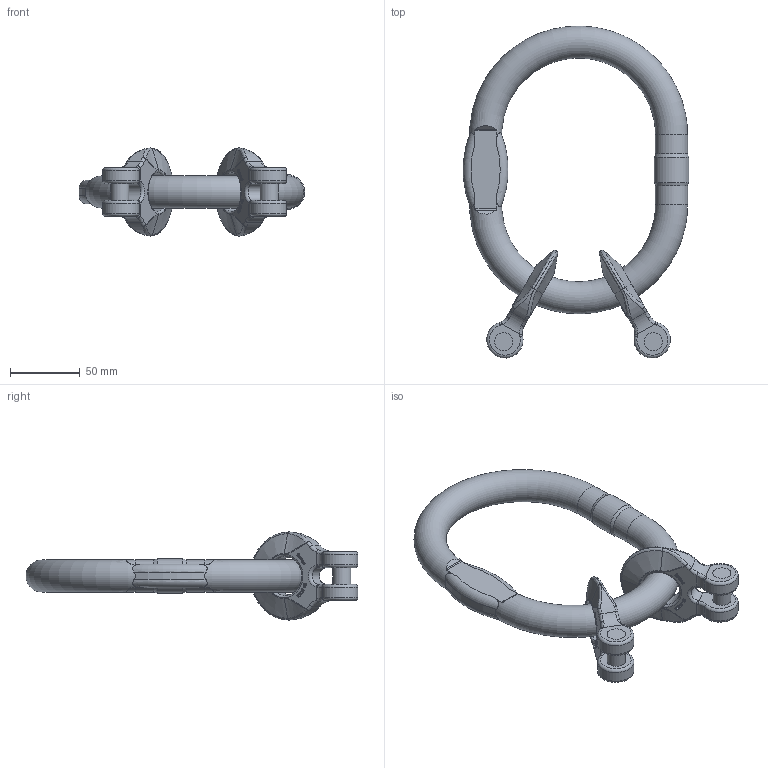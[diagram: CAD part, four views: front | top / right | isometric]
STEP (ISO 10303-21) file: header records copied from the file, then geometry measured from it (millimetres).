
FILE_DESCRIPTION(/* description */ (''),/* implementation_level */ '2;1');
FILE_NAME(/* name */ 'pewag_KMGW_2-10',/* time_stamp */ '2010-03-02T10:12:44+01:00',/* author */ (''),/* organization */ (''),/* preprocessor_version */ 'ST-DEVELOPER v9',/* originating_system */ 'UGS - NX 4.0',/* authorisation */ '');
FILE_SCHEMA (('AUTOMOTIVE_DESIGN { 1 0 10303 214 1 1 1 1 }'));
Length unit declared in the file: millimetre
Products named in the file (1): rit707Bn4lq
Bounding box: 161.41 x 237.51 x 63 mm (x, y, z)
Volume: 296098.4 mm3; surface area: 63897.5 mm2
Topology: 5 solids, 5 shells, 553 faces, 1429 edges, 916 vertices
Faces by surface type: plane 194, extrusion 174, bspline 80, torus 54, cylinder 49, cone 2
Full cylindrical faces by diameter (mm): 13 x6, 23 x2, 24.725 x1, 28 x2
Entity records: 20731 total; most frequent: CARTESIAN_POINT 8762, ORIENTED_EDGE 2816, DIRECTION 1716, EDGE_CURVE 1408, VERTEX_POINT 914, B_SPLINE_CURVE_WITH_KNOTS 862, VECTOR 672, EDGE_LOOP 616
